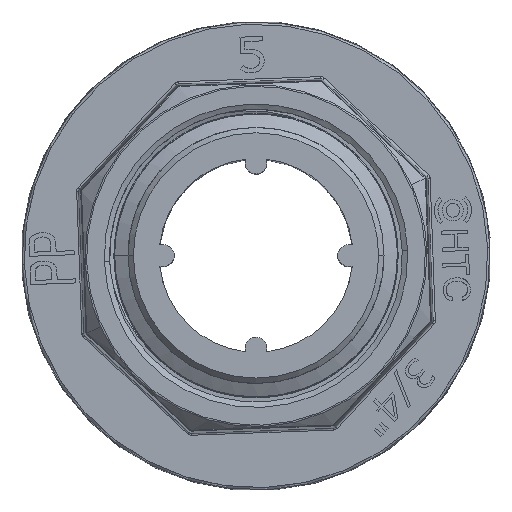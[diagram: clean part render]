
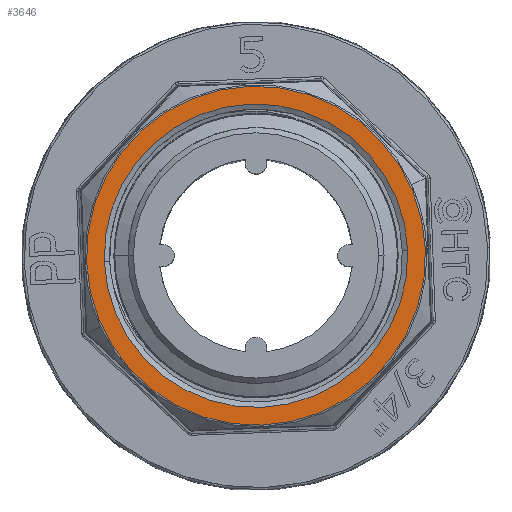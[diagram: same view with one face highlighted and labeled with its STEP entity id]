
A CAD part, top view. The second image highlights one B-rep face of the part: STEP entity #3646.
In plain terms, the highlighted planar face has unit normal (0, 0, 1).
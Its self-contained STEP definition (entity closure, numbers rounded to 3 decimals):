
#946 = CIRCLE ( 'NONE', #14789, 14.108 ) ;
#1647 = EDGE_CURVE ( 'NONE', #2153, #23306, #946, .T. ) ;
#2153 = VERTEX_POINT ( 'NONE', #10770 ) ;
#2228 = CARTESIAN_POINT ( 'NONE',  ( -37.25, 37.25, 15.225 ) ) ;
#3099 = DIRECTION ( 'NONE',  ( -1., 0., 0. ) ) ;
#3310 = EDGE_CURVE ( 'NONE', #8806, #20384, #8862, .T. ) ;
#3646 = ADVANCED_FACE ( 'NONE', ( #16857, #3689 ), #20561, .F. ) ;
#3689 = FACE_OUTER_BOUND ( 'NONE', #24087, .T. ) ;
#3953 = EDGE_CURVE ( 'NONE', #23306, #2153, #10874, .T. ) ;
#4919 = AXIS2_PLACEMENT_3D ( 'NONE', #21565, #16225, #19948 ) ;
#6540 = ORIENTED_EDGE ( 'NONE', *, *, #11187, .T. ) ;
#7204 = CARTESIAN_POINT ( 'NONE',  ( -21.493, 37.25, 15.225 ) ) ;
#7798 = DIRECTION ( 'NONE',  ( -1., 0., 0. ) ) ;
#7800 = DIRECTION ( 'NONE',  ( -1., 0., 0. ) ) ;
#8282 = ORIENTED_EDGE ( 'NONE', *, *, #1647, .T. ) ;
#8806 = VERTEX_POINT ( 'NONE', #7204 ) ;
#8862 = CIRCLE ( 'NONE', #10072, 15.757 ) ;
#10072 = AXIS2_PLACEMENT_3D ( 'NONE', #10178, #17636, #7800 ) ;
#10178 = CARTESIAN_POINT ( 'NONE',  ( -37.25, 37.25, 15.225 ) ) ;
#10770 = CARTESIAN_POINT ( 'NONE',  ( -51.358, 37.25, 15.225 ) ) ;
#10874 = CIRCLE ( 'NONE', #4919, 14.108 ) ;
#11187 = EDGE_CURVE ( 'NONE', #20384, #8806, #20721, .T. ) ;
#13204 = CARTESIAN_POINT ( 'NONE',  ( -53.007, 37.25, 15.225 ) ) ;
#13485 = CARTESIAN_POINT ( 'NONE',  ( -23.142, 37.25, 15.225 ) ) ;
#13889 = DIRECTION ( 'NONE',  ( 0., 0., 1. ) ) ;
#14789 = AXIS2_PLACEMENT_3D ( 'NONE', #21969, #20102, #3099 ) ;
#16225 = DIRECTION ( 'NONE',  ( 0., 0., -1. ) ) ;
#16378 = AXIS2_PLACEMENT_3D ( 'NONE', #2228, #13889, #7798 ) ;
#16857 = FACE_BOUND ( 'NONE', #19741, .T. ) ;
#17636 = DIRECTION ( 'NONE',  ( 0., 0., 1. ) ) ;
#18009 = AXIS2_PLACEMENT_3D ( 'NONE', #24416, #20935, #22555 ) ;
#19741 = EDGE_LOOP ( 'NONE', ( #20113, #8282 ) ) ;
#19948 = DIRECTION ( 'NONE',  ( -1., 0., 0. ) ) ;
#20102 = DIRECTION ( 'NONE',  ( 0., 0., -1. ) ) ;
#20113 = ORIENTED_EDGE ( 'NONE', *, *, #3953, .T. ) ;
#20384 = VERTEX_POINT ( 'NONE', #13204 ) ;
#20561 = PLANE ( 'NONE',  #18009 ) ;
#20721 = CIRCLE ( 'NONE', #16378, 15.757 ) ;
#20857 = ORIENTED_EDGE ( 'NONE', *, *, #3310, .T. ) ;
#20935 = DIRECTION ( 'NONE',  ( 0., 0., -1. ) ) ;
#21565 = CARTESIAN_POINT ( 'NONE',  ( -37.25, 37.25, 15.225 ) ) ;
#21969 = CARTESIAN_POINT ( 'NONE',  ( -37.25, 37.25, 15.225 ) ) ;
#22555 = DIRECTION ( 'NONE',  ( 0., -1., 0. ) ) ;
#23306 = VERTEX_POINT ( 'NONE', #13485 ) ;
#24087 = EDGE_LOOP ( 'NONE', ( #6540, #20857 ) ) ;
#24416 = CARTESIAN_POINT ( 'NONE',  ( -177.93, 303.313, 15.225 ) ) ;
